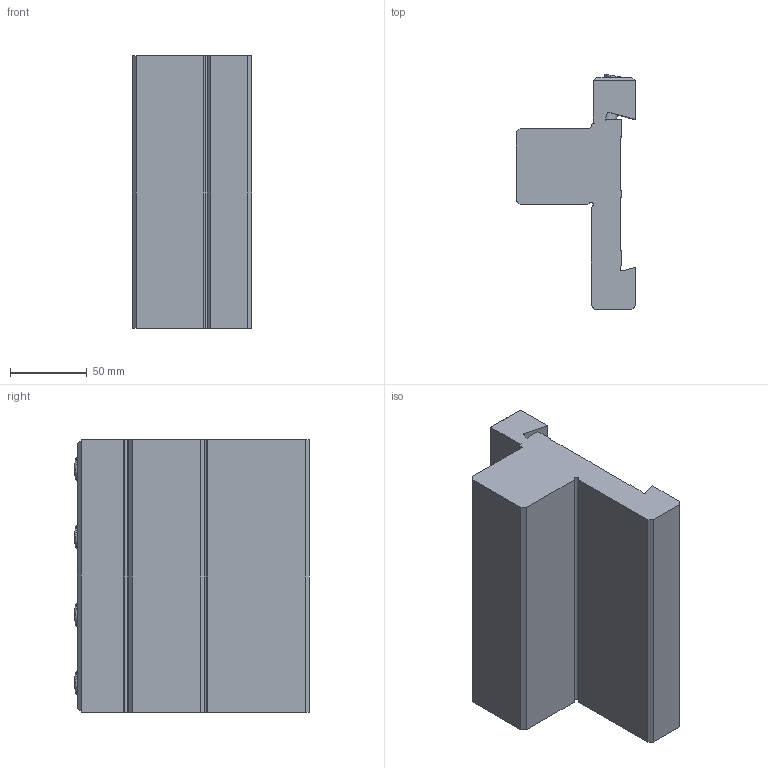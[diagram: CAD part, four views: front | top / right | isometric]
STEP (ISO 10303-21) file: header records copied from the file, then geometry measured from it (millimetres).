
FILE_DESCRIPTION(/* description */ ('3-D model version:1'),/* implementation_level */ '2;1');
FILE_NAME(/* name */ '151.2-5050-93',/* time_stamp */ '2013-10-17T15:38:23+02:00',/* author */ ('InteractiveCad'),/* organization */ ('AB Sandvik Coromant'),/* preprocessor_version */ 'ST-DEVELOPER v11',/* originating_system */ 'SIEMENS UGS NX 6.0',/* authorisation */ '');
FILE_SCHEMA (('AP203_CONFIGURATION_CONTROLLED_3D_DESIGN_OF_MECHANICAL_PARTS_AND_ASSEMBLIES_MIM_LF'));
Length unit declared in the file: millimetre
Products named in the file (1): 151.2_5050_93_634213543109614752_1_stp
Bounding box: 78.11 x 153.35 x 177.8 mm (x, y, z)
Volume: 1029286.7 mm3; surface area: 100768.2 mm2
Topology: 1 solids, 1 shells, 111 faces, 279 edges, 174 vertices
Faces by surface type: plane 71, cone 20, cylinder 16, torus 4
Entity records: 3577 total; most frequent: CARTESIAN_POINT 841, ORIENTED_EDGE 558, DIRECTION 539, EDGE_CURVE 279, AXIS2_PLACEMENT_3D 184, VERTEX_POINT 174, LINE 171, VECTOR 171
